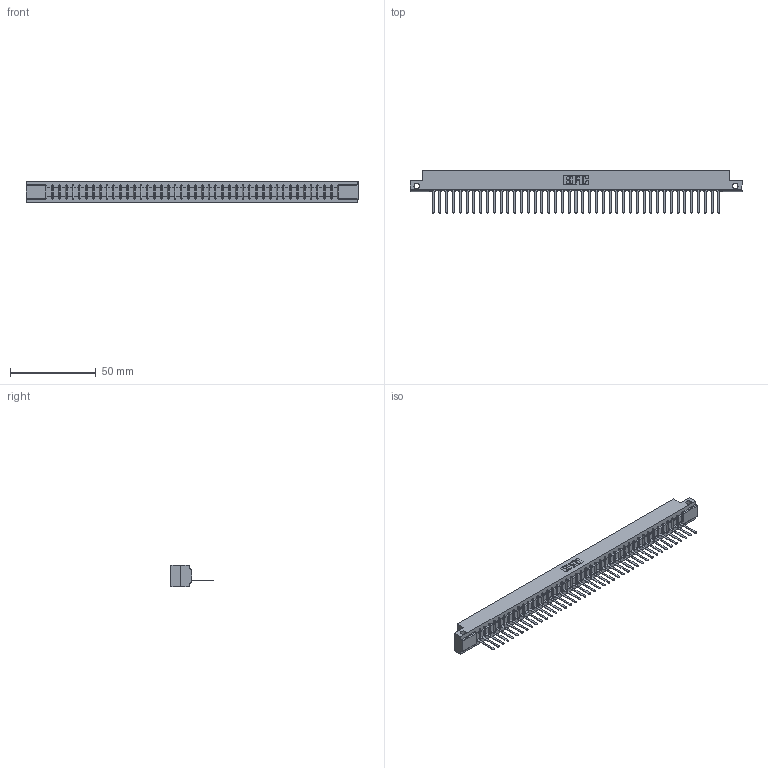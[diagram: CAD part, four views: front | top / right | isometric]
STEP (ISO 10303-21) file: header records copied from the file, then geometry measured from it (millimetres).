
FILE_DESCRIPTION (( 'STEP AP203' ), '1' );
FILE_NAME ('307-043-441-112.STEP', '2020-09-29T20:13:53', ( '' ), ( '' ), 'SwSTEP 2.0', 'SolidWorks 2020', '' );
FILE_SCHEMA (( 'CONFIG_CONTROL_DESIGN' ));
Length unit declared in the file: inch
Products named in the file (3): 307-290-002_541; 307-043-441-112; 307 Part_.128 Dia Side Mounting Holes
Assembly tree (44 placements, depth 2):
  307-043-441-112
    307 Part_.128 Dia Side Mounting Holes
    307-290-002_541  x43
Bounding box: 193.4 x 24.59 x 12.7 mm (x, y, z)
Volume: 20682.5 mm3; surface area: 26797.1 mm2
Topology: 44 solids, 44 shells, 3344 faces, 10299 edges, 6746 vertices
Faces by surface type: plane 2005, cylinder 1251, sphere 88
Entity records: 37460 total; most frequent: CARTESIAN_POINT 6320, ORIENTED_EDGE 6310, DIRECTION 6139, EDGE_CURVE 3155, LINE 2417, VECTOR 2417, VERTEX_POINT 2042, AXIS2_PLACEMENT_3D 1861
